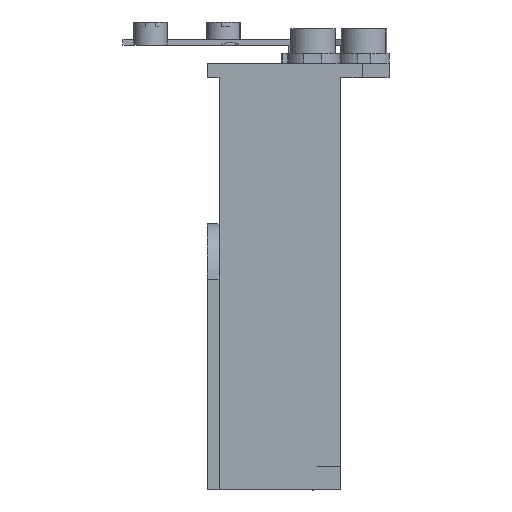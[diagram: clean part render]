
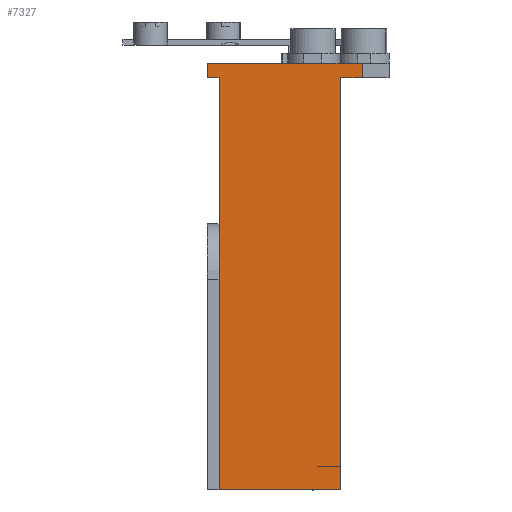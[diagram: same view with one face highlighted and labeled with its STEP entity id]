
A CAD part, left-side view. The second image highlights one B-rep face of the part: STEP entity #7327.
In plain terms, the highlighted planar face has unit normal (-1, 0, 0).
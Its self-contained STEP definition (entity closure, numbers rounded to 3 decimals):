
#70=DIRECTION('',(0.,-1.,0.));
#71=VECTOR('',#70,21.);
#72=CARTESIAN_POINT('',(0.,21.,0.));
#73=LINE('',#72,#71);
#318=DIRECTION('',(0.,0.,1.));
#319=VECTOR('',#318,71.05);
#320=CARTESIAN_POINT('',(0.,0.,0.));
#321=LINE('',#320,#319);
#326=DIRECTION('',(0.,0.,1.));
#327=VECTOR('',#326,71.05);
#328=CARTESIAN_POINT('',(0.,21.,0.));
#329=LINE('',#328,#327);
#330=DIRECTION('',(0.,0.,1.));
#331=VECTOR('',#330,2.5);
#332=CARTESIAN_POINT('',(0.,-3.662,71.05));
#333=LINE('',#332,#331);
#434=DIRECTION('',(0.,1.,0.));
#435=VECTOR('',#434,26.662);
#436=CARTESIAN_POINT('',(0.,-3.662,73.55));
#437=LINE('',#436,#435);
#652=DIRECTION('',(0.,0.,-1.));
#653=VECTOR('',#652,2.5);
#654=CARTESIAN_POINT('',(0.,23.,73.55));
#655=LINE('',#654,#653);
#774=DIRECTION('',(0.,-1.,0.));
#775=VECTOR('',#774,2.);
#776=CARTESIAN_POINT('',(0.,23.,71.05));
#777=LINE('',#776,#775);
#1274=DIRECTION('',(0.,-1.,0.));
#1275=VECTOR('',#1274,3.662);
#1276=CARTESIAN_POINT('',(0.,0.,71.05));
#1277=LINE('',#1276,#1275);
#5144=CARTESIAN_POINT('',(0.,0.,0.));
#5145=VERTEX_POINT('',#5144);
#5146=CARTESIAN_POINT('',(0.,0.,71.05));
#5147=VERTEX_POINT('',#5146);
#5276=CARTESIAN_POINT('',(0.,21.,0.));
#5277=VERTEX_POINT('',#5276);
#5492=CARTESIAN_POINT('',(0.,-3.662,71.05));
#5493=VERTEX_POINT('',#5492);
#5537=CARTESIAN_POINT('',(0.,21.,71.05));
#5539=VERTEX_POINT('',#5537);
#5550=CARTESIAN_POINT('',(0.,23.,71.05));
#5551=VERTEX_POINT('',#5550);
#5674=CARTESIAN_POINT('',(0.,-3.662,73.55));
#5675=VERTEX_POINT('',#5674);
#5676=CARTESIAN_POINT('',(0.,23.,73.55));
#5677=VERTEX_POINT('',#5676);
#7306=CARTESIAN_POINT('',(0.,0.,71.05));
#7307=DIRECTION('',(-1.,0.,0.));
#7308=DIRECTION('',(0.,0.,-1.));
#7309=AXIS2_PLACEMENT_3D('',#7306,#7307,#7308);
#7310=PLANE('',#7309);
#7312=ORIENTED_EDGE('',*,*,#7311,.F.);
#7314=ORIENTED_EDGE('',*,*,#7313,.F.);
#7315=ORIENTED_EDGE('',*,*,#7296,.F.);
#7316=ORIENTED_EDGE('',*,*,#6886,.F.);
#7318=ORIENTED_EDGE('',*,*,#7317,.T.);
#7320=ORIENTED_EDGE('',*,*,#7319,.F.);
#7322=ORIENTED_EDGE('',*,*,#7321,.F.);
#7324=ORIENTED_EDGE('',*,*,#7323,.F.);
#7325=EDGE_LOOP('',(#7312,#7314,#7315,#7316,#7318,#7320,#7322,#7324));
#7326=FACE_OUTER_BOUND('',#7325,.F.);
#7327=ADVANCED_FACE('',(#7326),#7310,.T.);
#6886=EDGE_CURVE('',#5277,#5145,#73,.T.);
#7296=EDGE_CURVE('',#5145,#5147,#321,.T.);
#7311=EDGE_CURVE('',#5493,#5675,#333,.T.);
#7313=EDGE_CURVE('',#5147,#5493,#1277,.T.);
#7317=EDGE_CURVE('',#5277,#5539,#329,.T.);
#7319=EDGE_CURVE('',#5551,#5539,#777,.T.);
#7321=EDGE_CURVE('',#5677,#5551,#655,.T.);
#7323=EDGE_CURVE('',#5675,#5677,#437,.T.);
